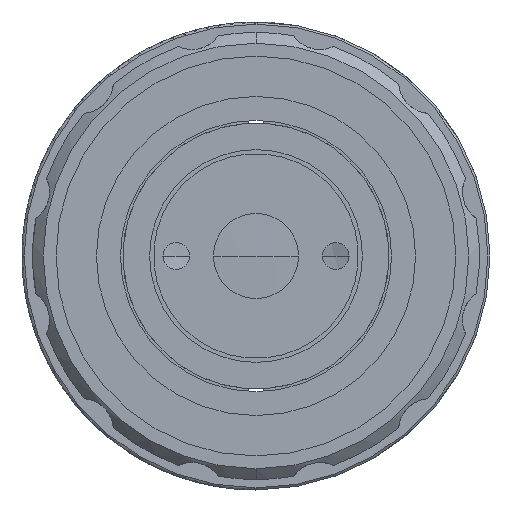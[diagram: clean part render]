
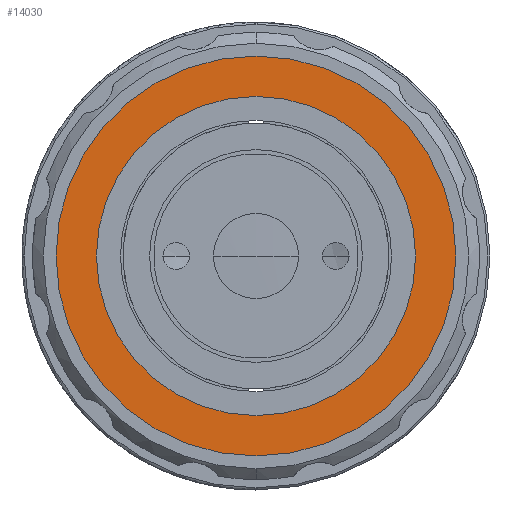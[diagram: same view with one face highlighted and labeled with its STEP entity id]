
A CAD part, left-side view. The second image highlights one B-rep face of the part: STEP entity #14030.
In plain terms, the highlighted planar face has unit normal (-1, 0, 0).
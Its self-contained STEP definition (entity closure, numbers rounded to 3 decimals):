
#147 = FACE_OUTER_BOUND ( 'NONE', #18693, .T. ) ;
#615 = DIRECTION ( 'NONE',  ( 1., 0., 0. ) ) ;
#1300 = EDGE_CURVE ( 'NONE', #21842, #15659, #11731, .T. ) ;
#1407 = EDGE_CURVE ( 'NONE', #10898, #4867, #1450, .T. ) ;
#1429 = AXIS2_PLACEMENT_3D ( 'NONE', #8342, #21099, #10152 ) ;
#1450 = CIRCLE ( 'NONE', #11735, 14.5 ) ;
#2003 = ORIENTED_EDGE ( 'NONE', *, *, #19586, .F. ) ;
#2859 = CARTESIAN_POINT ( 'NONE',  ( -0.302, 0., 14.5 ) ) ;
#3186 = AXIS2_PLACEMENT_3D ( 'NONE', #15462, #15228, #14254 ) ;
#4867 = VERTEX_POINT ( 'NONE', #2859 ) ;
#6070 = CARTESIAN_POINT ( 'NONE',  ( -0.302, 15., 0. ) ) ;
#6652 = DIRECTION ( 'NONE',  ( 0., 0., 1. ) ) ;
#6722 = DIRECTION ( 'NONE',  ( -1., 0., 0. ) ) ;
#6729 = CARTESIAN_POINT ( 'NONE',  ( -0.302, 0., 0. ) ) ;
#6795 = CARTESIAN_POINT ( 'NONE',  ( -0.302, 0., 0. ) ) ;
#7751 = ORIENTED_EDGE ( 'NONE', *, *, #22046, .T. ) ;
#8126 = EDGE_LOOP ( 'NONE', ( #2003, #11574 ) ) ;
#8342 = CARTESIAN_POINT ( 'NONE',  ( -0.302, 0., 0. ) ) ;
#8540 = DIRECTION ( 'NONE',  ( 0., 0., 1. ) ) ;
#9261 = CARTESIAN_POINT ( 'NONE',  ( -0.302, 0., -18.8 ) ) ;
#10152 = DIRECTION ( 'NONE',  ( 0., 0., 1. ) ) ;
#10898 = VERTEX_POINT ( 'NONE', #15851 ) ;
#11574 = ORIENTED_EDGE ( 'NONE', *, *, #1407, .F. ) ;
#11731 = CIRCLE ( 'NONE', #3186, 18.8 ) ;
#11735 = AXIS2_PLACEMENT_3D ( 'NONE', #6795, #6722, #6652 ) ;
#12260 = CARTESIAN_POINT ( 'NONE',  ( -0.302, 0., 18.8 ) ) ;
#12763 = CIRCLE ( 'NONE', #1429, 18.8 ) ;
#13353 = DIRECTION ( 'NONE',  ( 0., 0., -1. ) ) ;
#14030 = ADVANCED_FACE ( 'NONE', ( #147, #14128 ), #20592, .F. ) ;
#14128 = FACE_BOUND ( 'NONE', #8126, .T. ) ;
#14254 = DIRECTION ( 'NONE',  ( 0., 0., 1. ) ) ;
#15170 = AXIS2_PLACEMENT_3D ( 'NONE', #6729, #19507, #8540 ) ;
#15228 = DIRECTION ( 'NONE',  ( -1., 0., 0. ) ) ;
#15462 = CARTESIAN_POINT ( 'NONE',  ( -0.302, 0., 0. ) ) ;
#15659 = VERTEX_POINT ( 'NONE', #9261 ) ;
#15729 = AXIS2_PLACEMENT_3D ( 'NONE', #6070, #615, #13353 ) ;
#15851 = CARTESIAN_POINT ( 'NONE',  ( -0.302, 0., -14.5 ) ) ;
#16809 = CIRCLE ( 'NONE', #15170, 14.5 ) ;
#18693 = EDGE_LOOP ( 'NONE', ( #22030, #7751 ) ) ;
#19507 = DIRECTION ( 'NONE',  ( -1., 0., 0. ) ) ;
#19586 = EDGE_CURVE ( 'NONE', #4867, #10898, #16809, .T. ) ;
#20592 = PLANE ( 'NONE',  #15729 ) ;
#21099 = DIRECTION ( 'NONE',  ( -1., 0., 0. ) ) ;
#21842 = VERTEX_POINT ( 'NONE', #12260 ) ;
#22030 = ORIENTED_EDGE ( 'NONE', *, *, #1300, .T. ) ;
#22046 = EDGE_CURVE ( 'NONE', #15659, #21842, #12763, .T. ) ;
